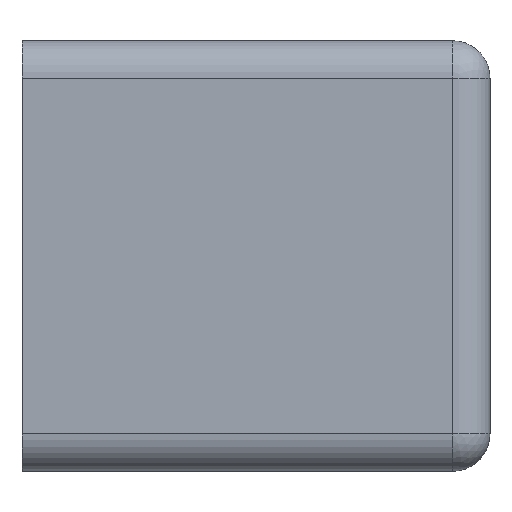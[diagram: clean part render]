
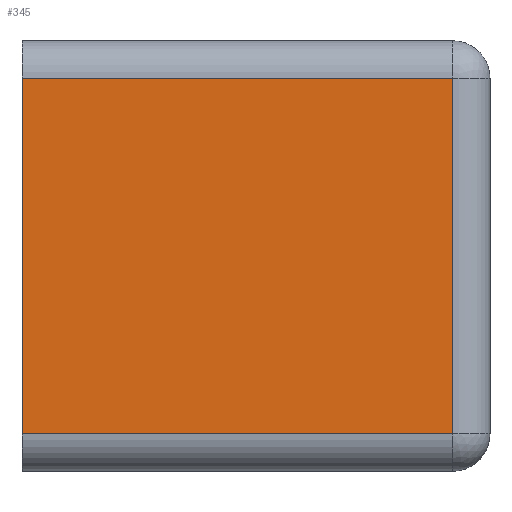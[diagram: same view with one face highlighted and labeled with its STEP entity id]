
A CAD part, left-side view. The second image highlights one B-rep face of the part: STEP entity #345.
In plain terms, the highlighted planar face has unit normal (-1, 0, 0).
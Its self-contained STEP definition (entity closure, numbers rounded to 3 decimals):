
#24=LINE('',#626,#46);
#29=LINE('',#649,#51);
#33=LINE('',#660,#55);
#34=LINE('',#661,#56);
#46=VECTOR('',#458,10.);
#51=VECTOR('',#485,10.);
#55=VECTOR('',#495,10.);
#56=VECTOR('',#496,10.);
#78=PLANE('',#401);
#95=FACE_OUTER_BOUND('',#119,.T.);
#119=EDGE_LOOP('',(#283,#284,#285,#286));
#167=VERTEX_POINT('',#619);
#170=VERTEX_POINT('',#624);
#177=VERTEX_POINT('',#648);
#181=VERTEX_POINT('',#659);
#202=EDGE_CURVE('',#170,#167,#24,.T.);
#213=EDGE_CURVE('',#167,#177,#29,.T.);
#219=EDGE_CURVE('',#181,#170,#33,.T.);
#220=EDGE_CURVE('',#177,#181,#34,.T.);
#283=ORIENTED_EDGE('',*,*,#202,.F.);
#284=ORIENTED_EDGE('',*,*,#219,.F.);
#285=ORIENTED_EDGE('',*,*,#220,.F.);
#286=ORIENTED_EDGE('',*,*,#213,.F.);
#345=ADVANCED_FACE('',(#95),#78,.T.);
#401=AXIS2_PLACEMENT_3D('',#658,#493,#494);
#458=DIRECTION('',(0.,1.,0.));
#485=DIRECTION('',(0.,0.,1.));
#493=DIRECTION('center_axis',(-1.,0.,0.));
#494=DIRECTION('ref_axis',(0.,0.,1.));
#495=DIRECTION('',(0.,0.,-1.));
#496=DIRECTION('',(0.,-1.,0.));
#619=CARTESIAN_POINT('',(-8.85,12.5,-4.75));
#624=CARTESIAN_POINT('',(-8.85,1.,-4.75));
#626=CARTESIAN_POINT('',(-8.85,0.,-4.75));
#648=CARTESIAN_POINT('',(-8.85,12.5,4.75));
#649=CARTESIAN_POINT('',(-8.85,12.5,-5.75));
#658=CARTESIAN_POINT('Origin',(-8.85,0.,-5.75));
#659=CARTESIAN_POINT('',(-8.85,1.,4.75));
#660=CARTESIAN_POINT('',(-8.85,1.,-2.875));
#661=CARTESIAN_POINT('',(-8.85,0.,4.75));
